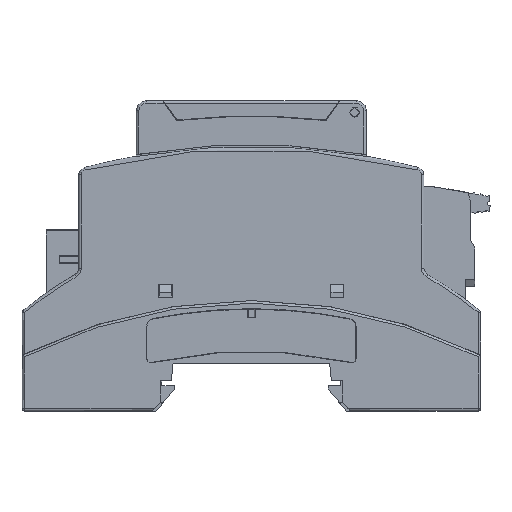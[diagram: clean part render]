
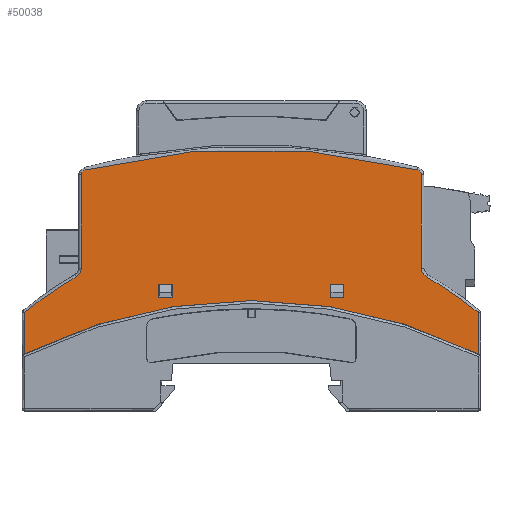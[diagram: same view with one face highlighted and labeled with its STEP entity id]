
A CAD part, top view. The second image highlights one B-rep face of the part: STEP entity #50038.
In plain terms, the highlighted planar face has unit normal (0, 0, 1).
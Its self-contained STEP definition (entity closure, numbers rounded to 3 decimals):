
#2496=FACE_BOUND('',#6816,.T.);
#2497=FACE_BOUND('',#6817,.T.);
#3059=CIRCLE('',#52364,129.2);
#3060=CIRCLE('',#52365,1.);
#3061=CIRCLE('',#52366,2.);
#3062=CIRCLE('',#52367,69.5);
#3063=CIRCLE('',#52368,99.5);
#3064=CIRCLE('',#52369,69.5);
#3065=CIRCLE('',#52370,2.);
#3066=CIRCLE('',#52371,1.);
#4681=FACE_OUTER_BOUND('',#6815,.T.);
#6815=EDGE_LOOP('',(#38614,#38615,#38616,#38617,#38618,#38619,#38620,#38621,
#38622,#38623,#38624,#38625));
#6816=EDGE_LOOP('',(#38626,#38627,#38628,#38629));
#6817=EDGE_LOOP('',(#38630,#38631,#38632,#38633));
#9999=LINE('',#70953,#16212);
#10147=LINE('',#71421,#16360);
#10179=LINE('',#71501,#16392);
#10180=LINE('',#71507,#16393);
#10181=LINE('',#71511,#16394);
#10182=LINE('',#71518,#16395);
#10183=LINE('',#71520,#16396);
#10184=LINE('',#71522,#16397);
#10185=LINE('',#71523,#16398);
#10186=LINE('',#71526,#16399);
#10187=LINE('',#71527,#16400);
#10188=LINE('',#71528,#16401);
#16212=VECTOR('',#57563,1.);
#16360=VECTOR('',#57837,1.);
#16392=VECTOR('',#57901,1.);
#16393=VECTOR('',#57906,1.);
#16394=VECTOR('',#57909,1.);
#16395=VECTOR('',#57916,1.);
#16396=VECTOR('',#57917,1.);
#16397=VECTOR('',#57918,1.);
#16398=VECTOR('',#57919,1.);
#16399=VECTOR('',#57920,1.);
#16400=VECTOR('',#57921,1.);
#16401=VECTOR('',#57922,1.);
#22085=VERTEX_POINT('',#70950);
#22086=VERTEX_POINT('',#70952);
#22253=VERTEX_POINT('',#71419);
#22254=VERTEX_POINT('',#71420);
#22283=VERTEX_POINT('',#71495);
#22284=VERTEX_POINT('',#71496);
#22285=VERTEX_POINT('',#71498);
#22286=VERTEX_POINT('',#71500);
#22287=VERTEX_POINT('',#71502);
#22288=VERTEX_POINT('',#71504);
#22289=VERTEX_POINT('',#71506);
#22290=VERTEX_POINT('',#71508);
#22291=VERTEX_POINT('',#71510);
#22292=VERTEX_POINT('',#71512);
#22293=VERTEX_POINT('',#71516);
#22294=VERTEX_POINT('',#71517);
#22295=VERTEX_POINT('',#71519);
#22296=VERTEX_POINT('',#71521);
#22297=VERTEX_POINT('',#71524);
#22298=VERTEX_POINT('',#71525);
#29181=EDGE_CURVE('',#22085,#22086,#9999,.T.);
#29364=EDGE_CURVE('',#22253,#22254,#10147,.T.);
#29400=EDGE_CURVE('',#22283,#22284,#3059,.T.);
#29401=EDGE_CURVE('',#22283,#22285,#3060,.T.);
#29402=EDGE_CURVE('',#22285,#22286,#10179,.T.);
#29403=EDGE_CURVE('',#22287,#22286,#3061,.T.);
#29404=EDGE_CURVE('',#22287,#22288,#3062,.T.);
#29405=EDGE_CURVE('',#22288,#22289,#10180,.T.);
#29406=EDGE_CURVE('',#22290,#22289,#3063,.T.);
#29407=EDGE_CURVE('',#22291,#22290,#10181,.T.);
#29408=EDGE_CURVE('',#22292,#22291,#3064,.T.);
#29409=EDGE_CURVE('',#22292,#22254,#3065,.T.);
#29410=EDGE_CURVE('',#22253,#22284,#3066,.T.);
#29411=EDGE_CURVE('',#22293,#22294,#10182,.T.);
#29412=EDGE_CURVE('',#22295,#22293,#10183,.T.);
#29413=EDGE_CURVE('',#22296,#22295,#10184,.T.);
#29414=EDGE_CURVE('',#22294,#22296,#10185,.T.);
#29415=EDGE_CURVE('',#22297,#22298,#10186,.T.);
#29416=EDGE_CURVE('',#22086,#22297,#10187,.T.);
#29417=EDGE_CURVE('',#22298,#22085,#10188,.T.);
#38614=ORIENTED_EDGE('',*,*,#29400,.F.);
#38615=ORIENTED_EDGE('',*,*,#29401,.T.);
#38616=ORIENTED_EDGE('',*,*,#29402,.T.);
#38617=ORIENTED_EDGE('',*,*,#29403,.F.);
#38618=ORIENTED_EDGE('',*,*,#29404,.T.);
#38619=ORIENTED_EDGE('',*,*,#29405,.T.);
#38620=ORIENTED_EDGE('',*,*,#29406,.F.);
#38621=ORIENTED_EDGE('',*,*,#29407,.F.);
#38622=ORIENTED_EDGE('',*,*,#29408,.F.);
#38623=ORIENTED_EDGE('',*,*,#29409,.T.);
#38624=ORIENTED_EDGE('',*,*,#29364,.F.);
#38625=ORIENTED_EDGE('',*,*,#29410,.T.);
#38626=ORIENTED_EDGE('',*,*,#29411,.F.);
#38627=ORIENTED_EDGE('',*,*,#29412,.F.);
#38628=ORIENTED_EDGE('',*,*,#29413,.F.);
#38629=ORIENTED_EDGE('',*,*,#29414,.F.);
#38630=ORIENTED_EDGE('',*,*,#29415,.F.);
#38631=ORIENTED_EDGE('',*,*,#29416,.F.);
#38632=ORIENTED_EDGE('',*,*,#29181,.F.);
#38633=ORIENTED_EDGE('',*,*,#29417,.F.);
#47162=PLANE('',#52363);
#50038=ADVANCED_FACE('',(#4681,#2496,#2497),#47162,.F.);
#52363=AXIS2_PLACEMENT_3D('',#71494,#57895,#57896);
#52364=AXIS2_PLACEMENT_3D('',#71497,#57897,#57898);
#52365=AXIS2_PLACEMENT_3D('',#71499,#57899,#57900);
#52366=AXIS2_PLACEMENT_3D('',#71503,#57902,#57903);
#52367=AXIS2_PLACEMENT_3D('',#71505,#57904,#57905);
#52368=AXIS2_PLACEMENT_3D('',#71509,#57907,#57908);
#52369=AXIS2_PLACEMENT_3D('',#71513,#57910,#57911);
#52370=AXIS2_PLACEMENT_3D('',#71514,#57912,#57913);
#52371=AXIS2_PLACEMENT_3D('',#71515,#57914,#57915);
#57563=DIRECTION('',(1.,0.,0.));
#57837=DIRECTION('',(0.,1.,0.));
#57895=DIRECTION('center_axis',(0.,0.,-1.));
#57896=DIRECTION('ref_axis',(1.,0.,0.));
#57897=DIRECTION('center_axis',(0.,0.,
-1.));
#57898=DIRECTION('ref_axis',(-1.,0.,0.));
#57899=DIRECTION('center_axis',(0.,0.,
1.));
#57900=DIRECTION('ref_axis',(1.,0.,0.));
#57901=DIRECTION('',(0.,1.,0.));
#57902=DIRECTION('center_axis',(0.,0.,1.));
#57903=DIRECTION('ref_axis',(0.,-1.,0.));
#57904=DIRECTION('center_axis',(0.,0.,1.));
#57905=DIRECTION('ref_axis',(0.,-1.,0.));
#57906=DIRECTION('',(0.,1.,0.));
#57907=DIRECTION('center_axis',(0.,0.,
1.));
#57908=DIRECTION('ref_axis',(-1.,0.,0.));
#57909=DIRECTION('',(0.,1.,0.));
#57910=DIRECTION('center_axis',(0.,0.,-1.));
#57911=DIRECTION('ref_axis',(0.,1.,0.));
#57912=DIRECTION('center_axis',(0.,0.,-1.));
#57913=DIRECTION('ref_axis',(0.,1.,0.));
#57914=DIRECTION('center_axis',(0.,0.,
1.));
#57915=DIRECTION('ref_axis',(1.,0.,0.));
#57916=DIRECTION('',(0.,1.,0.));
#57917=DIRECTION('',(1.,0.,0.));
#57918=DIRECTION('',(0.,-1.,0.));
#57919=DIRECTION('',(-1.,0.,0.));
#57920=DIRECTION('',(-1.,0.,0.));
#57921=DIRECTION('',(0.,1.,0.));
#57922=DIRECTION('',(0.,-1.,0.));
#70950=CARTESIAN_POINT('',(9.85,-21.1,-0.3));
#70952=CARTESIAN_POINT('',(12.45,-21.1,-0.3));
#70953=CARTESIAN_POINT('',(0.,-21.1,-0.3));
#71419=CARTESIAN_POINT('',(-38.9,-42.477,-0.3));
#71420=CARTESIAN_POINT('',(-38.9,-24.257,-0.3));
#71421=CARTESIAN_POINT('',(-38.9,0.,-0.3));
#71494=CARTESIAN_POINT('Origin',(-23.996,-40.289,-0.3));
#71495=CARTESIAN_POINT('',(26.852,-43.445,-0.3));
#71496=CARTESIAN_POINT('',(-38.152,-43.445,-0.3));
#71497=CARTESIAN_POINT('Origin',(-5.65,81.6,-0.3));
#71498=CARTESIAN_POINT('',(27.6,-42.477,-0.3));
#71499=CARTESIAN_POINT('Origin',(26.6,-42.477,-0.3));
#71500=CARTESIAN_POINT('',(27.6,-24.257,-0.3));
#71501=CARTESIAN_POINT('',(27.6,0.,-0.3));
#71502=CARTESIAN_POINT('',(28.614,-22.517,-0.3));
#71503=CARTESIAN_POINT('Origin',(29.6,-24.257,-0.3));
#71504=CARTESIAN_POINT('',(38.7,-15.56,-0.3));
#71505=CARTESIAN_POINT('Origin',(-5.65,37.95,-0.3));
#71506=CARTESIAN_POINT('',(38.7,-7.469,-0.3));
#71507=CARTESIAN_POINT('',(38.7,0.,-0.3));
#71508=CARTESIAN_POINT('',(-50.,-7.469,-0.3));
#71509=CARTESIAN_POINT('Origin',(-5.65,81.6,-0.3));
#71510=CARTESIAN_POINT('',(-50.,-15.56,-0.3));
#71511=CARTESIAN_POINT('',(-50.,0.,-0.3));
#71512=CARTESIAN_POINT('',(-39.914,-22.517,-0.3));
#71513=CARTESIAN_POINT('Origin',(-5.65,37.95,-0.3));
#71514=CARTESIAN_POINT('Origin',(-40.9,-24.257,-0.3));
#71515=CARTESIAN_POINT('Origin',(-37.9,-42.477,-0.3));
#71516=CARTESIAN_POINT('',(-21.15,-21.1,-0.3));
#71517=CARTESIAN_POINT('',(-21.15,-18.5,-0.3));
#71518=CARTESIAN_POINT('',(-21.15,0.,-0.3));
#71519=CARTESIAN_POINT('',(-23.75,-21.1,-0.3));
#71520=CARTESIAN_POINT('',(0.,-21.1,-0.3));
#71521=CARTESIAN_POINT('',(-23.75,-18.5,-0.3));
#71522=CARTESIAN_POINT('',(-23.75,0.,-0.3));
#71523=CARTESIAN_POINT('',(0.,-18.5,-0.3));
#71524=CARTESIAN_POINT('',(12.45,-18.5,-0.3));
#71525=CARTESIAN_POINT('',(9.85,-18.5,-0.3));
#71526=CARTESIAN_POINT('',(0.,-18.5,-0.3));
#71527=CARTESIAN_POINT('',(12.45,0.,-0.3));
#71528=CARTESIAN_POINT('',(9.85,0.,-0.3));
